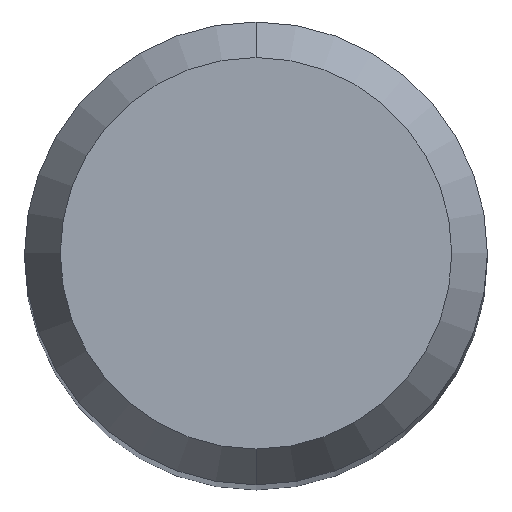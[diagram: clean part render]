
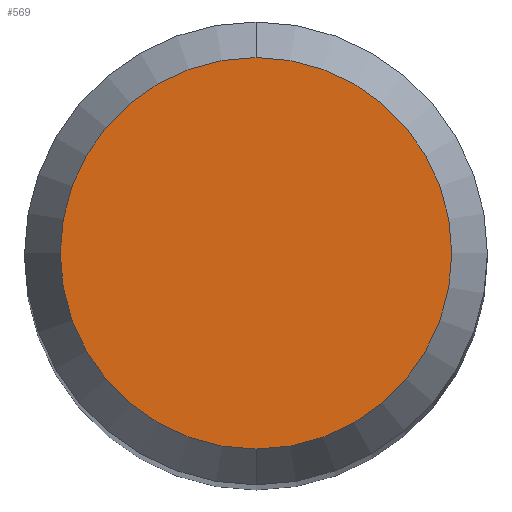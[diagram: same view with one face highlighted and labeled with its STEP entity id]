
A CAD part, top view. The second image highlights one B-rep face of the part: STEP entity #569.
In plain terms, the highlighted planar face has unit normal (0, 0, 1).
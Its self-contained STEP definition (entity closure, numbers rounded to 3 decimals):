
#569=ADVANCED_FACE('',(#1473),#1474,.T.);
#637=EDGE_CURVE('',#847,#1031,#1551,.T.);
#691=EDGE_CURVE('',#1031,#847,#1608,.T.);
#847=VERTEX_POINT('',#1785);
#1031=VERTEX_POINT('',#1984);
#1473=FACE_OUTER_BOUND('',#2983,.T.);
#1474=PLANE('',#2984);
#1551=CIRCLE('',#3616,2.538);
#1608=CIRCLE('',#3945,2.538);
#1785=CARTESIAN_POINT('',(0.,-2.538,0.0));
#1984=CARTESIAN_POINT('',(0.0,2.538,0.0));
#2983=EDGE_LOOP('',(#8534,#8535));
#2984=AXIS2_PLACEMENT_3D('',#8536,#8537,#8538);
#3616=AXIS2_PLACEMENT_3D('',#8659,#8660,#8661);
#3945=AXIS2_PLACEMENT_3D('',#8696,#8697,#8698);
#8534=ORIENTED_EDGE('',*,*,#691,.F.);
#8535=ORIENTED_EDGE('',*,*,#637,.F.);
#8536=CARTESIAN_POINT('',(0.0,1.269,0.0));
#8537=DIRECTION('',(-0.0,0.0,1.0));
#8538=DIRECTION('',(0.0,-1.0,0.0));
#8659=CARTESIAN_POINT('',(0.0,0.0,0.0));
#8660=DIRECTION('',(0.0,0.0,-1.0));
#8661=DIRECTION('',(0.0,1.0,0.0));
#8696=CARTESIAN_POINT('',(0.0,0.0,0.0));
#8697=DIRECTION('',(0.0,0.0,-1.0));
#8698=DIRECTION('',(0.0,1.0,0.0));
